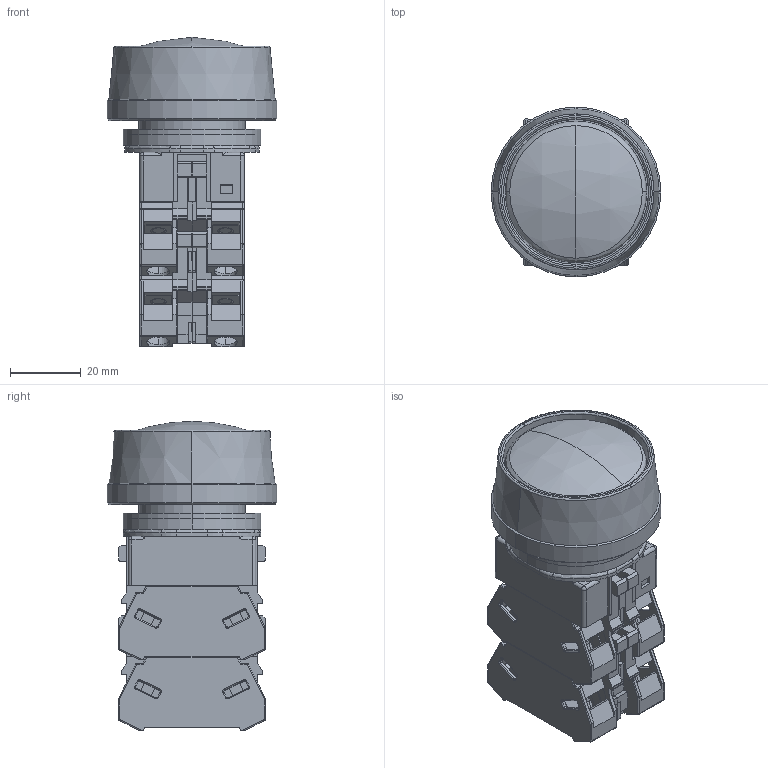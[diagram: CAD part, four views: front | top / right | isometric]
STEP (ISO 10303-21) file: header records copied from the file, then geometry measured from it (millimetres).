
FILE_DESCRIPTION (( 'STEP AP203' ), '1' );
FILE_NAME ('OUTSIDE-ABN3G.STEP', '2017-03-14T07:22:27', ( '' ), ( '' ), 'SwSTEP 2.0', 'SolidWorks 2014', '' );
FILE_SCHEMA (( 'CONFIG_CONTROL_DESIGN' ));
Length unit declared in the file: millimetre
Products named in the file (6): OUTSIDE-ABN3G; OUTSIDE-ABN3_AON3_BODY; OUTSIDE-HW-U; OUTSIDE-OW-11; OUTSIDE-OW-12
Assembly tree (8 placements, depth 2):
  OUTSIDE-ABN3G
    OUTSIDE-ABN3_AON3_BODY
    OUTSIDE-OW-12
    OUTSIDE-OW-11
    OUTSIDE-ABN3G
    OUTSIDE-HW-U  x4
Bounding box: 48 x 48 x 87.4 mm (x, y, z)
Volume: 89414.8 mm3; surface area: 39083.6 mm2
Topology: 9 solids, 9 shells, 1254 faces, 3413 edges, 2183 vertices
Faces by surface type: plane 736, cylinder 322, bspline 156, cone 22, torus 12, sphere 6
Entity records: 16316 total; most frequent: CARTESIAN_POINT 4606, ORIENTED_EDGE 2376, DIRECTION 2202, EDGE_CURVE 1188, VECTOR 804, LINE 804, VERTEX_POINT 765, AXIS2_PLACEMENT_3D 699
